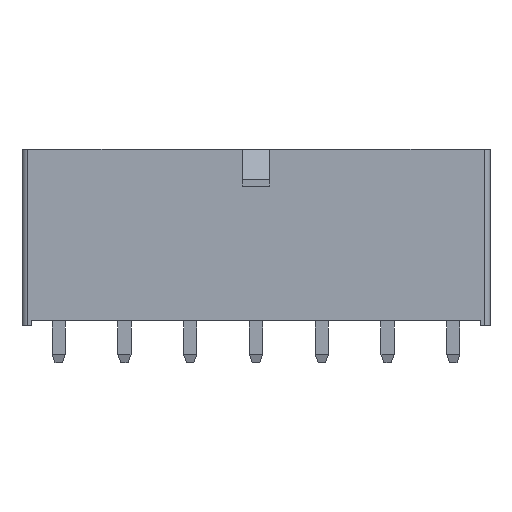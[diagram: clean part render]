
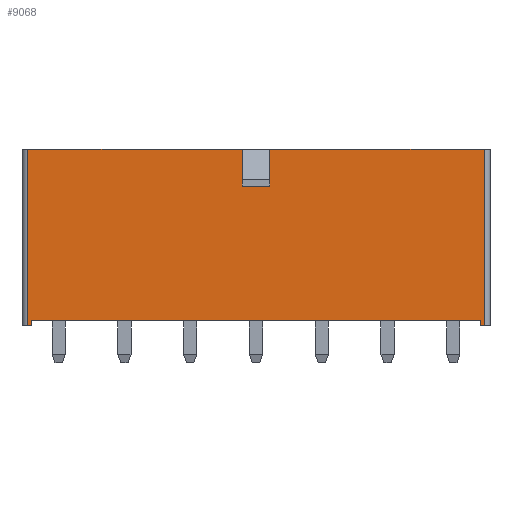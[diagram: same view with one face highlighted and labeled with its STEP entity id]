
A CAD part, front view. The second image highlights one B-rep face of the part: STEP entity #9068.
In plain terms, the highlighted face is planar.
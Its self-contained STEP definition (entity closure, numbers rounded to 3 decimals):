
#170=ORIENTED_EDGE('',*,*,#1977,.F.);
#171=ORIENTED_EDGE('',*,*,#1975,.T.);
#172=ORIENTED_EDGE('',*,*,#1978,.T.);
#173=ORIENTED_EDGE('',*,*,#1979,.T.);
#174=ORIENTED_EDGE('',*,*,#1980,.F.);
#175=ORIENTED_EDGE('',*,*,#1981,.F.);
#176=ORIENTED_EDGE('',*,*,#1982,.F.);
#177=ORIENTED_EDGE('',*,*,#1983,.T.);
#178=ORIENTED_EDGE('',*,*,#1984,.F.);
#179=ORIENTED_EDGE('',*,*,#1985,.F.);
#180=ORIENTED_EDGE('',*,*,#1986,.T.);
#181=ORIENTED_EDGE('',*,*,#1987,.F.);
#1975=EDGE_CURVE('',#2878,#2877,#3436,.T.);
#1977=EDGE_CURVE('',#2878,#2879,#3438,.T.);
#1978=EDGE_CURVE('',#2877,#2880,#3439,.T.);
#1979=EDGE_CURVE('',#2880,#2881,#3440,.T.);
#1980=EDGE_CURVE('',#2882,#2881,#3441,.T.);
#1981=EDGE_CURVE('',#2883,#2882,#3442,.T.);
#1982=EDGE_CURVE('',#2884,#2883,#3443,.T.);
#1983=EDGE_CURVE('',#2884,#2885,#3444,.T.);
#1984=EDGE_CURVE('',#2886,#2885,#3445,.T.);
#1985=EDGE_CURVE('',#2887,#2886,#3446,.T.);
#1986=EDGE_CURVE('',#2887,#2888,#3447,.T.);
#1987=EDGE_CURVE('',#2879,#2888,#3448,.T.);
#2877=VERTEX_POINT('',#11745);
#2878=VERTEX_POINT('',#11747);
#2879=VERTEX_POINT('',#11751);
#2880=VERTEX_POINT('',#11753);
#2881=VERTEX_POINT('',#11755);
#2882=VERTEX_POINT('',#11757);
#2883=VERTEX_POINT('',#11759);
#2884=VERTEX_POINT('',#11761);
#2885=VERTEX_POINT('',#11763);
#2886=VERTEX_POINT('',#11765);
#2887=VERTEX_POINT('',#11767);
#2888=VERTEX_POINT('',#11769);
#3436=LINE('',#11746,#4283);
#3438=LINE('',#11750,#4285);
#3439=LINE('',#11752,#4286);
#3440=LINE('',#11754,#4287);
#3441=LINE('',#11756,#4288);
#3442=LINE('',#11758,#4289);
#3443=LINE('',#11760,#4290);
#3444=LINE('',#11762,#4291);
#3445=LINE('',#11764,#4292);
#3446=LINE('',#11766,#4293);
#3447=LINE('',#11768,#4294);
#3448=LINE('',#11770,#4295);
#4283=VECTOR('',#9974,1000.);
#4285=VECTOR('',#9978,1000.);
#4286=VECTOR('',#9979,1000.);
#4287=VECTOR('',#9980,1000.);
#4288=VECTOR('',#9981,1000.);
#4289=VECTOR('',#9982,1000.);
#4290=VECTOR('',#9983,1000.);
#4291=VECTOR('',#9984,1000.);
#4292=VECTOR('',#9985,1000.);
#4293=VECTOR('',#9986,1000.);
#4294=VECTOR('',#9987,1000.);
#4295=VECTOR('',#9988,1000.);
#5112=EDGE_LOOP('',(#170,#171,#172,#173,#174,#175,#176,#177,#178,#179,#180,
#181));
#5537=FACE_BOUND('',#5112,.T.);
#5960=PLANE('',#9471);
#9068=ADVANCED_FACE('',(#5537),#5960,.F.);
#9471=AXIS2_PLACEMENT_3D('',#11749,#9976,#9977);
#9974=DIRECTION('',(0.,1.,0.));
#9976=DIRECTION('',(0.,0.,-1.));
#9977=DIRECTION('',(-1.,0.,0.));
#9978=DIRECTION('',(1.,0.,0.));
#9979=DIRECTION('',(-1.,0.,0.));
#9980=DIRECTION('',(0.,-1.,0.));
#9981=DIRECTION('',(-1.,0.,0.));
#9982=DIRECTION('',(0.,-1.,0.));
#9983=DIRECTION('',(-1.,0.,0.));
#9984=DIRECTION('',(0.,-1.,0.));
#9985=DIRECTION('',(-1.,0.,0.));
#9986=DIRECTION('',(0.,-1.,0.));
#9987=DIRECTION('',(-1.,0.,0.));
#9988=DIRECTION('',(0.,1.,0.));
#11745=CARTESIAN_POINT('',(-19.425,7.65,3.4));
#11746=CARTESIAN_POINT('',(-19.425,7.15,3.4));
#11747=CARTESIAN_POINT('',(-19.425,7.15,3.4));
#11749=CARTESIAN_POINT('',(20.275,7.65,3.4));
#11750=CARTESIAN_POINT('',(-19.425,7.15,3.4));
#11751=CARTESIAN_POINT('',(19.425,7.15,3.4));
#11752=CARTESIAN_POINT('',(20.275,7.65,3.4));
#11753=CARTESIAN_POINT('',(-19.775,7.65,3.4));
#11754=CARTESIAN_POINT('',(-19.775,7.65,3.4));
#11755=CARTESIAN_POINT('',(-19.775,-7.65,3.4));
#11756=CARTESIAN_POINT('',(20.275,-7.65,3.4));
#11757=CARTESIAN_POINT('',(-1.175,-7.65,3.4));
#11758=CARTESIAN_POINT('',(-1.175,-4.65,3.4));
#11759=CARTESIAN_POINT('',(-1.175,-4.65,3.4));
#11760=CARTESIAN_POINT('',(1.175,-4.65,3.4));
#11761=CARTESIAN_POINT('',(1.175,-4.65,3.4));
#11762=CARTESIAN_POINT('',(1.175,-4.65,3.4));
#11763=CARTESIAN_POINT('',(1.175,-7.65,3.4));
#11764=CARTESIAN_POINT('',(20.275,-7.65,3.4));
#11765=CARTESIAN_POINT('',(19.775,-7.65,3.4));
#11766=CARTESIAN_POINT('',(19.775,7.65,3.4));
#11767=CARTESIAN_POINT('',(19.775,7.65,3.4));
#11768=CARTESIAN_POINT('',(20.275,7.65,3.4));
#11769=CARTESIAN_POINT('',(19.425,7.65,3.4));
#11770=CARTESIAN_POINT('',(19.425,7.15,3.4));
